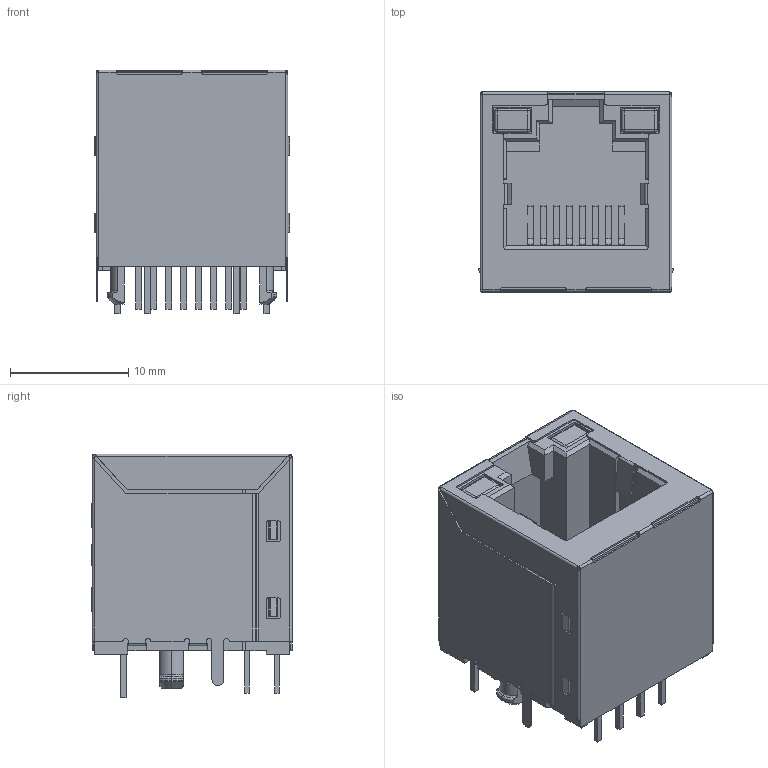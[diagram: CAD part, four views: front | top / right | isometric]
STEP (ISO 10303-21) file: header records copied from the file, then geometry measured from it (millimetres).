
FILE_DESCRIPTION(('FreeCAD Model'),'2;1');
FILE_NAME('${TJ_LIB}RJ45-TH_HY951180A(lc).step', '2022-09-04T17:21:02',('Author'),(''), 'Open CASCADE STEP processor 7.3','FreeCAD','Unknown');
FILE_SCHEMA(('AUTOMOTIVE_DESIGN { 1 0 10303 214 1 1 1 1 }'));
Length unit declared in the file: millimetre
Products named in the file (2): RJ45-TH_HY951180A; COMPOUND001
Assembly tree (1 placements, depth 2):
  RJ45-TH_HY951180A
    COMPOUND001
Bounding box: 16.5 x 16.92 x 20.6 mm (x, y, z)
Volume: 2899.1 mm3; surface area: 5124.2 mm2
Topology: 3 solids, 3 shells, 1367 faces, 11664 edges, 33682 vertices
Faces by surface type: plane 1027, cylinder 180, extrusion 136, torus 12, sphere 8, cone 4
Entity records: 194295 total; most frequent: CARTESIAN_POINT 69565, DIRECTION 21627, VECTOR 16620, LINE 16484, GEOMETRIC_CURVE_SET 7777, ORIENTED_EDGE 7776, PCURVE 7776, DEFINITIONAL_REPRESENTATION 7776
